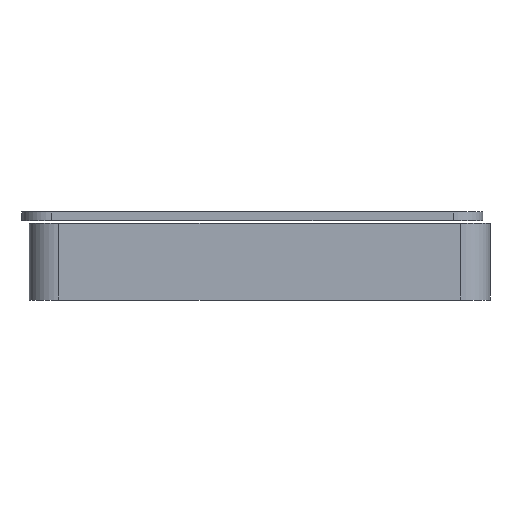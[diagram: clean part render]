
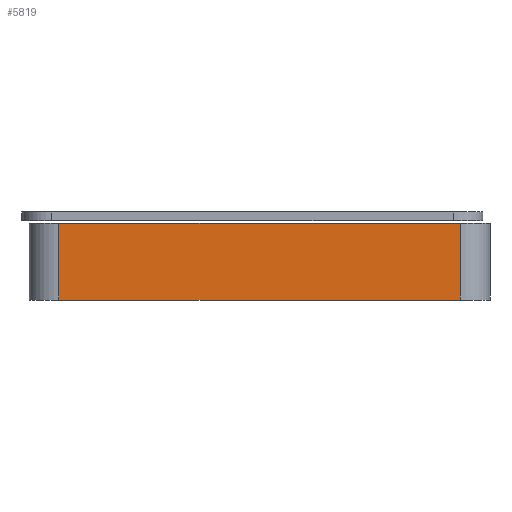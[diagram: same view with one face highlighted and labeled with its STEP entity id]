
A CAD part, left-side view. The second image highlights one B-rep face of the part: STEP entity #5819.
In plain terms, the highlighted planar face has unit normal (-1, 0, 0).
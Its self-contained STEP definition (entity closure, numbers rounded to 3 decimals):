
#585=PLANE('',#6173);
#696=FACE_OUTER_BOUND('',#1025,.T.);
#1025=EDGE_LOOP('',(#3987,#3988,#3989,#3990));
#1400=LINE('',#7439,#1875);
#1405=LINE('',#7463,#1880);
#1406=LINE('',#7467,#1881);
#1407=LINE('',#7468,#1882);
#1875=VECTOR('',#6442,10.);
#1880=VECTOR('',#6467,10.);
#1881=VECTOR('',#6472,10.);
#1882=VECTOR('',#6473,10.);
#2447=VERTEX_POINT('',#7436);
#2448=VERTEX_POINT('',#7438);
#2457=VERTEX_POINT('',#7462);
#2458=VERTEX_POINT('',#7466);
#3055=EDGE_CURVE('',#2447,#2448,#1400,.T.);
#3067=EDGE_CURVE('',#2448,#2457,#1405,.T.);
#3069=EDGE_CURVE('',#2458,#2447,#1406,.T.);
#3070=EDGE_CURVE('',#2457,#2458,#1407,.T.);
#3987=ORIENTED_EDGE('',*,*,#3067,.F.);
#3988=ORIENTED_EDGE('',*,*,#3055,.F.);
#3989=ORIENTED_EDGE('',*,*,#3069,.F.);
#3990=ORIENTED_EDGE('',*,*,#3070,.F.);
#5819=ADVANCED_FACE('',(#696),#585,.T.);
#6173=AXIS2_PLACEMENT_3D('',#7465,#6470,#6471);
#6442=DIRECTION('',(0.,-1.,0.));
#6467=DIRECTION('',(0.,0.,-1.));
#6470=DIRECTION('center_axis',(-1.,0.,0.));
#6471=DIRECTION('ref_axis',(0.,-1.,0.));
#6472=DIRECTION('',(0.,0.,1.));
#6473=DIRECTION('',(0.,1.,0.));
#7436=CARTESIAN_POINT('',(-54.993,33.06,13.));
#7438=CARTESIAN_POINT('',(-54.993,-34.94,13.));
#7439=CARTESIAN_POINT('',(-54.993,-39.94,13.));
#7462=CARTESIAN_POINT('',(-54.993,-34.94,0.));
#7463=CARTESIAN_POINT('',(-54.993,-34.94,0.));
#7465=CARTESIAN_POINT('Origin',(-54.993,38.06,0.));
#7466=CARTESIAN_POINT('',(-54.993,33.06,0.));
#7467=CARTESIAN_POINT('',(-54.993,33.06,0.));
#7468=CARTESIAN_POINT('',(-54.993,-39.94,0.));
